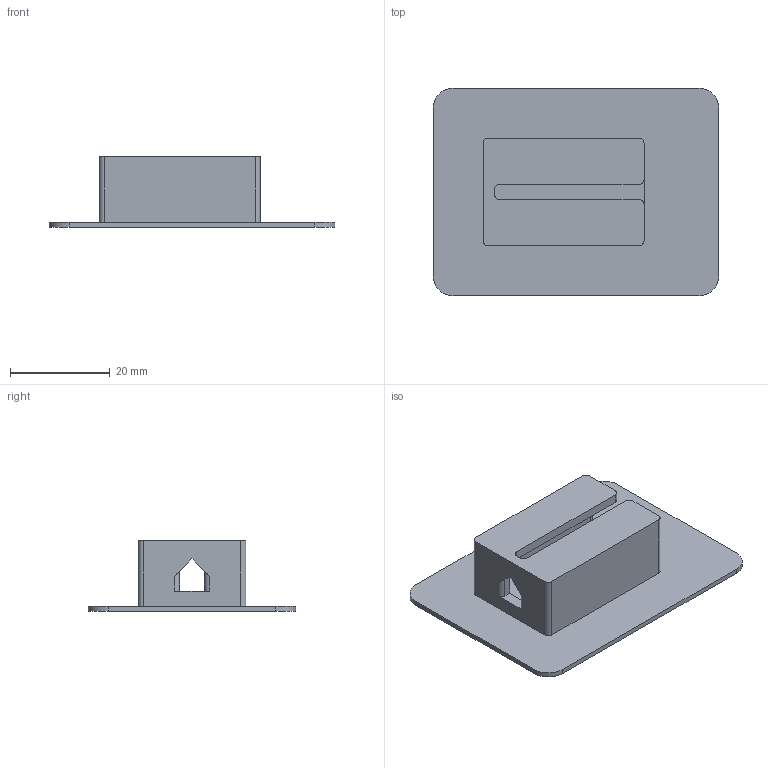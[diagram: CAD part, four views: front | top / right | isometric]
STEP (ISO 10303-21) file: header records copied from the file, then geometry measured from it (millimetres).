
FILE_DESCRIPTION(('FreeCAD Model'),'2;1');
FILE_NAME('Open CASCADE Shape Model','2024-02-17T15:13:42',(''),(''), 'Open CASCADE STEP processor 7.7','FreeCAD','Unknown');
FILE_SCHEMA(('AUTOMOTIVE_DESIGN { 1 0 10303 214 1 1 1 1 }'));
Length unit declared in the file: millimetre
Products named in the file (1): bracket
Bounding box: 57.3 x 41.6 x 14.14 mm (x, y, z)
Volume: 6194.6 mm3; surface area: 7853.5 mm2
Topology: 1 solids, 1 shells, 42 faces, 127 edges, 88 vertices
Faces by surface type: plane 26, cylinder 16
Entity records: 3194 total; most frequent: CARTESIAN_POINT 652, DIRECTION 475, LINE 313, VECTOR 313, ORIENTED_EDGE 254, PCURVE 254, DEFINITIONAL_REPRESENTATION 254, EDGE_CURVE 127
